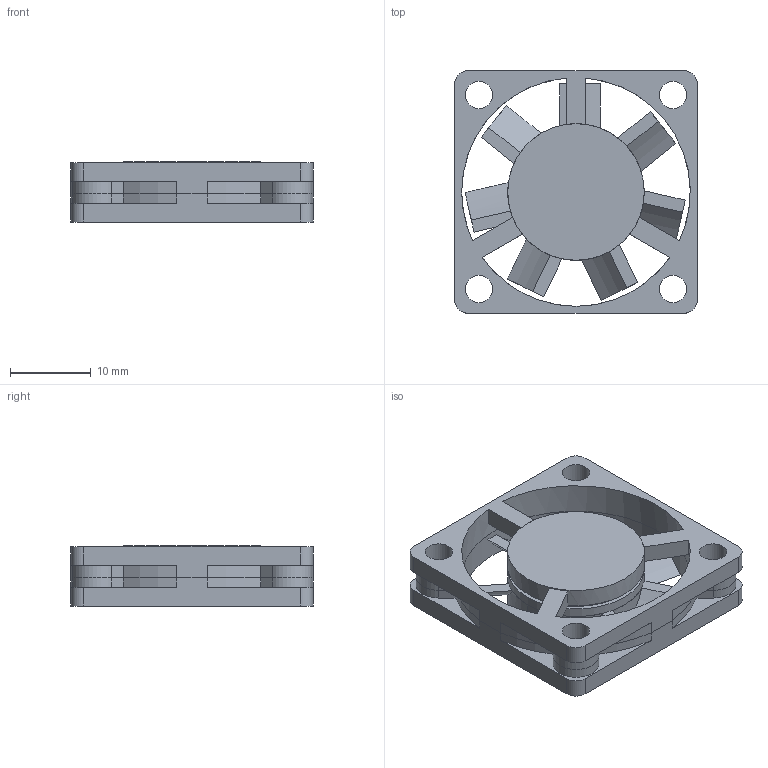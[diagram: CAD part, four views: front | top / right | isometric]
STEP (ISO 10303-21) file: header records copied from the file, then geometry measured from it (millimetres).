
FILE_DESCRIPTION(/* description */ (''),/* implementation_level */ '2;1');
FILE_NAME(/* name */ '30X30X7 DC fan.step',/* time_stamp */ '2022-02-28T18:08:09+01:00',/* author */ (''),/* organization */ (''),/* preprocessor_version */ 'ST-DEVELOPER v18.1',/* originating_system */ 'Autodesk Translation Framework v10.13.0.1454',/* authorisation */ '');
FILE_SCHEMA (('AUTOMOTIVE_DESIGN { 1 0 10303 214 3 1 1 }'));
Length unit declared in the file: millimetre
Products named in the file (1): 30X30X7 DC fan -1
Bounding box: 30 x 30 x 7.44 mm (x, y, z)
Volume: 3374.6 mm3; surface area: 4680.4 mm2
Topology: 3 solids, 3 shells, 116 faces, 336 edges, 224 vertices
Faces by surface type: cylinder 61, plane 55
Full cylindrical faces by diameter (mm): 3.4 x8, 15.8 x1, 16.9 x3, 28.3 x2
Entity records: 4051 total; most frequent: CARTESIAN_POINT 809, DIRECTION 679, ORIENTED_EDGE 672, EDGE_CURVE 336, AXIS2_PLACEMENT_3D 242, VERTEX_POINT 224, LINE 195, VECTOR 195
